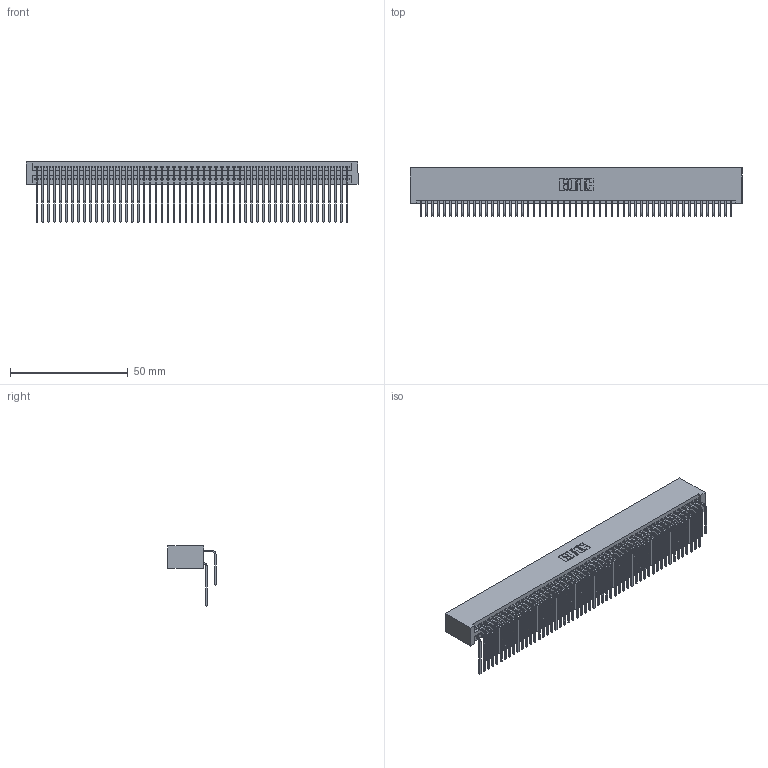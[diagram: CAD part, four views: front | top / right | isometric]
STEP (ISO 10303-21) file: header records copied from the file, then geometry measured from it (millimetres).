
FILE_DESCRIPTION (( 'STEP AP203' ), '1' );
FILE_NAME ('345-106-559-201.STEP', '2018-10-07T04:03:50', ( '' ), ( '' ), 'SwSTEP 2.0', 'SolidWorks 2016', '' );
FILE_SCHEMA (( 'CONFIG_CONTROL_DESIGN' ));
Length unit declared in the file: inch
Products named in the file (4): 345-292-001_559 Tail - 2; 345-106-559-201; 345 Part_No Mounting Lugs; 345-292-001_558 559 Tail - 1
Assembly tree (107 placements, depth 2):
  345-106-559-201
    345 Part_No Mounting Lugs
    345-292-001_558 559 Tail - 1  x53
    345-292-001_559 Tail - 2  x53
Bounding box: 141.22 x 20.56 x 25.53 mm (x, y, z)
Volume: 15048.1 mm3; surface area: 25635.4 mm2
Topology: 107 solids, 107 shells, 5630 faces, 16747 edges, 11022 vertices
Faces by surface type: plane 3786, cylinder 1844
Entity records: 41479 total; most frequent: CARTESIAN_POINT 6987, ORIENTED_EDGE 6870, DIRECTION 6115, EDGE_CURVE 3435, LINE 3059, VECTOR 3059, VERTEX_POINT 2286, AXIS2_PLACEMENT_3D 1528
